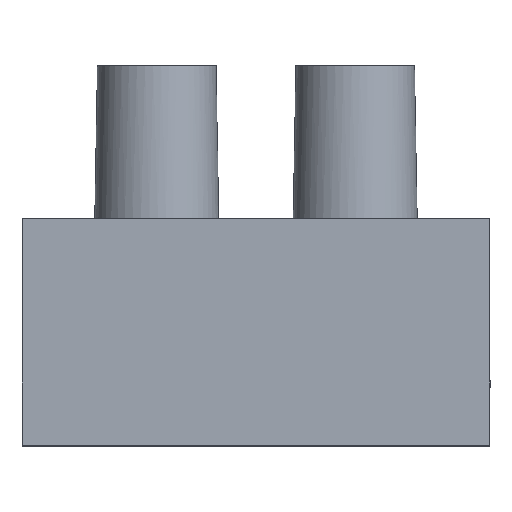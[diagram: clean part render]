
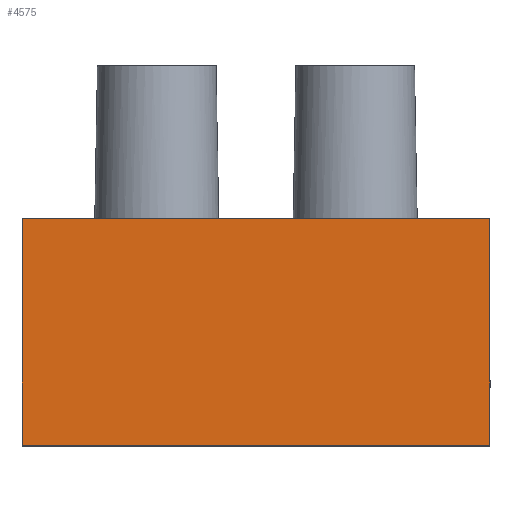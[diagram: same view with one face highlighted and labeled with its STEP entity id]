
A CAD part, top view. The second image highlights one B-rep face of the part: STEP entity #4575.
In plain terms, the highlighted free-form (B-spline) face has degree [1, 1] with [2, 2] control points.
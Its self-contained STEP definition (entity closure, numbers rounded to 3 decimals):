
#1282 = VERTEX_POINT('',#1283);
#1283 = CARTESIAN_POINT('',(14.136,11.689,
    20.23));
#1288 = EDGE_CURVE('',#1282,#1289,#1291,.T.);
#1289 = VERTEX_POINT('',#1290);
#1290 = CARTESIAN_POINT('',(14.136,-1.998,
    20.23));
#1291 = B_SPLINE_CURVE_WITH_KNOTS('',1,(#1292,#1293),.UNSPECIFIED.,.F.,
  .F.,(2,2),(-11.7,2.),.PIECEWISE_BEZIER_KNOTS.);
#1292 = CARTESIAN_POINT('',(14.136,11.689,
    20.23));
#1293 = CARTESIAN_POINT('',(14.136,-1.998,
    20.23));
#3104 = VERTEX_POINT('',#3105);
#3105 = CARTESIAN_POINT('',(-14.136,11.689,
    20.23));
#3110 = EDGE_CURVE('',#3104,#1282,#3111,.T.);
#3111 = B_SPLINE_CURVE_WITH_KNOTS('',1,(#3112,#3113),.UNSPECIFIED.,.F.,
  .F.,(2,2),(0.,28.3),.PIECEWISE_BEZIER_KNOTS.);
#3112 = CARTESIAN_POINT('',(-14.136,11.689,
    20.23));
#3113 = CARTESIAN_POINT('',(14.136,11.689,
    20.23));
#3854 = VERTEX_POINT('',#3855);
#3855 = CARTESIAN_POINT('',(-14.136,-1.998,
    20.23));
#3862 = EDGE_CURVE('',#1289,#3854,#3863,.T.);
#3863 = B_SPLINE_CURVE_WITH_KNOTS('',1,(#3864,#3865),.UNSPECIFIED.,.F.,
  .F.,(2,2),(0.,28.3),.PIECEWISE_BEZIER_KNOTS.);
#3864 = CARTESIAN_POINT('',(14.136,-1.998,
    20.23));
#3865 = CARTESIAN_POINT('',(-14.136,-1.998,
    20.23));
#4575 = ADVANCED_FACE('',(#4576),#4586,.T.);
#4576 = FACE_BOUND('',#4577,.T.);
#4577 = EDGE_LOOP('',(#4578,#4579,#4580,#4585));
#4578 = ORIENTED_EDGE('',*,*,#1288,.F.);
#4579 = ORIENTED_EDGE('',*,*,#3110,.F.);
#4580 = ORIENTED_EDGE('',*,*,#4581,.F.);
#4581 = EDGE_CURVE('',#3854,#3104,#4582,.T.);
#4582 = B_SPLINE_CURVE_WITH_KNOTS('',1,(#4583,#4584),.UNSPECIFIED.,.F.,
  .F.,(2,2),(-2.,11.7),.PIECEWISE_BEZIER_KNOTS.);
#4583 = CARTESIAN_POINT('',(-14.136,-1.998,
    20.23));
#4584 = CARTESIAN_POINT('',(-14.136,11.689,
    20.23));
#4585 = ORIENTED_EDGE('',*,*,#3862,.F.);
#4586 = B_SPLINE_SURFACE_WITH_KNOTS('',1,1,(
    (#4587,#4588)
    ,(#4589,#4590
    )),.UNSPECIFIED.,.F.,.F.,.F.,(2,2),(2,2),(0.,28.3),(-2.,11.7),
  .PIECEWISE_BEZIER_KNOTS.);
#4587 = CARTESIAN_POINT('',(-14.136,-1.998,
    20.23));
#4588 = CARTESIAN_POINT('',(-14.136,11.689,
    20.23));
#4589 = CARTESIAN_POINT('',(14.136,-1.998,
    20.23));
#4590 = CARTESIAN_POINT('',(14.136,11.689,
    20.23));
